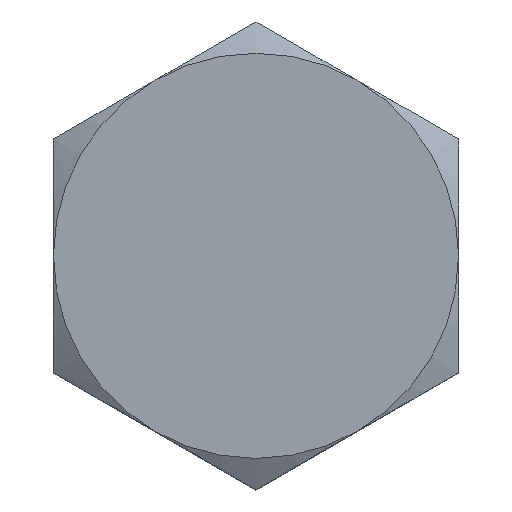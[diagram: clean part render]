
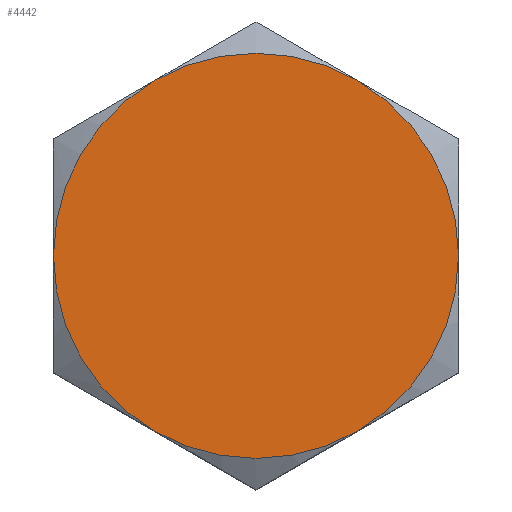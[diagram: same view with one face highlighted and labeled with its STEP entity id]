
A CAD part, top view. The second image highlights one B-rep face of the part: STEP entity #4442.
In plain terms, the highlighted planar face has unit normal (0, 0, 1).
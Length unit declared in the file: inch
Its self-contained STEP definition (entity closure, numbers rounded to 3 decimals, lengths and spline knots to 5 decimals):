
#51 = VERTEX_POINT ( 'NONE', #6126 ) ;
#2892 = VERTEX_POINT ( 'NONE', #7944 ) ;
#4299 = VERTEX_POINT ( 'NONE', #11545 ) ;
#4332 = ORIENTED_EDGE ( 'NONE', *, *, #4404, .F. ) ;
#4334 = EDGE_CURVE ( 'NONE', #4342, #4406, #11642, .T. ) ;
#4338 = ORIENTED_EDGE ( 'NONE', *, *, #4417, .F. ) ;
#4340 = ORIENTED_EDGE ( 'NONE', *, *, #4334, .F. ) ;
#4342 = VERTEX_POINT ( 'NONE', #11528 ) ;
#4402 = ORIENTED_EDGE ( 'NONE', *, *, #4408, .F. ) ;
#4404 = EDGE_CURVE ( 'NONE', #4406, #4429, #6488, .T. ) ;
#4406 = VERTEX_POINT ( 'NONE', #6506 ) ;
#4408 = EDGE_CURVE ( 'NONE', #4429, #2892, #6507, .T. ) ;
#4410 = EDGE_CURVE ( 'NONE', #4299, #4342, #6863, .T. ) ;
#4415 = ORIENTED_EDGE ( 'NONE', *, *, #4410, .F. ) ;
#4417 = EDGE_CURVE ( 'NONE', #51, #4299, #6849, .T. ) ;
#4429 = VERTEX_POINT ( 'NONE', #6861 ) ;
#4442 = ADVANCED_FACE ( 'NONE', ( #6949 ), #6932, .T. ) ;
#4444 = ORIENTED_EDGE ( 'NONE', *, *, #4447, .F. ) ;
#4447 = EDGE_CURVE ( 'NONE', #2892, #51, #6931, .T. ) ;
#4464 = EDGE_LOOP ( 'NONE', ( #4444, #4402, #4332, #4340, #4415, #4338 ) ) ;
#6126 = CARTESIAN_POINT ( 'NONE',  ( -0.3125, 0., 0.291 ) ) ;
#6488 = CIRCLE ( 'NONE', #6491, 0.3125 ) ;
#6491 = AXIS2_PLACEMENT_3D ( 'NONE', #6510, #6868, #6867 ) ;
#6500 = AXIS2_PLACEMENT_3D ( 'NONE', #6846, #6844, #6842 ) ;
#6501 = AXIS2_PLACEMENT_3D ( 'NONE', #6857, #6855, #6853 ) ;
#6506 = CARTESIAN_POINT ( 'NONE',  ( 0.3125, 0., 0.291 ) ) ;
#6507 = CIRCLE ( 'NONE', #6501, 0.3125 ) ;
#6510 = CARTESIAN_POINT ( 'NONE',  ( 0., 0., 0.291 ) ) ;
#6842 = DIRECTION ( 'NONE',  ( -1., 0., 0. ) ) ;
#6844 = DIRECTION ( 'NONE',  ( 0., 0., -1. ) ) ;
#6846 = CARTESIAN_POINT ( 'NONE',  ( 0., 0., 0.291 ) ) ;
#6849 = CIRCLE ( 'NONE', #6958, 0.3125 ) ;
#6853 = DIRECTION ( 'NONE',  ( 0., 1., 0. ) ) ;
#6855 = DIRECTION ( 'NONE',  ( 0., 0., -1. ) ) ;
#6857 = CARTESIAN_POINT ( 'NONE',  ( 0., 0., 0.291 ) ) ;
#6861 = CARTESIAN_POINT ( 'NONE',  ( 0.15625, -0.27063, 0.291 ) ) ;
#6863 = CIRCLE ( 'NONE', #6500, 0.3125 ) ;
#6867 = DIRECTION ( 'NONE',  ( 0., 1., 0. ) ) ;
#6868 = DIRECTION ( 'NONE',  ( 0., 0., -1. ) ) ;
#6907 = DIRECTION ( 'NONE',  ( 0., 1., 0. ) ) ;
#6908 = DIRECTION ( 'NONE',  ( 0., 0., -1. ) ) ;
#6910 = CARTESIAN_POINT ( 'NONE',  ( 0., 0., 0.291 ) ) ;
#6912 = AXIS2_PLACEMENT_3D ( 'NONE', #6910, #6908, #6907 ) ;
#6920 = DIRECTION ( 'NONE',  ( 1., 0., 0. ) ) ;
#6922 = DIRECTION ( 'NONE',  ( 0., 0., 1. ) ) ;
#6923 = CARTESIAN_POINT ( 'NONE',  ( 0., 0., 0.291 ) ) ;
#6929 = AXIS2_PLACEMENT_3D ( 'NONE', #6923, #6922, #6920 ) ;
#6931 = CIRCLE ( 'NONE', #6912, 0.3125 ) ;
#6932 = PLANE ( 'NONE',  #6929 ) ;
#6949 = FACE_OUTER_BOUND ( 'NONE', #4464, .T. ) ;
#6953 = DIRECTION ( 'NONE',  ( 0., 1., 0. ) ) ;
#6954 = DIRECTION ( 'NONE',  ( 0., 0., -1. ) ) ;
#6956 = CARTESIAN_POINT ( 'NONE',  ( 0., 0., 0.291 ) ) ;
#6958 = AXIS2_PLACEMENT_3D ( 'NONE', #6956, #6954, #6953 ) ;
#7944 = CARTESIAN_POINT ( 'NONE',  ( -0.15625, -0.27063, 0.291 ) ) ;
#11421 = AXIS2_PLACEMENT_3D ( 'NONE', #11613, #11612, #11471 ) ;
#11471 = DIRECTION ( 'NONE',  ( 0., 1., 0. ) ) ;
#11528 = CARTESIAN_POINT ( 'NONE',  ( 0.15625, 0.27063, 0.291 ) ) ;
#11545 = CARTESIAN_POINT ( 'NONE',  ( -0.15625, 0.27063, 0.291 ) ) ;
#11612 = DIRECTION ( 'NONE',  ( 0., 0., -1. ) ) ;
#11613 = CARTESIAN_POINT ( 'NONE',  ( 0., 0., 0.291 ) ) ;
#11642 = CIRCLE ( 'NONE', #11421, 0.3125 ) ;
